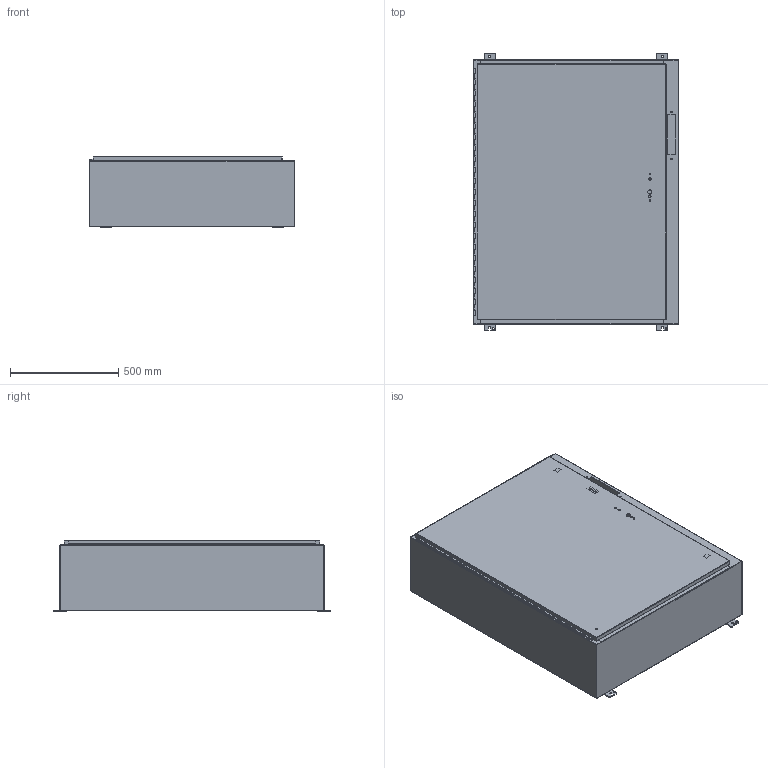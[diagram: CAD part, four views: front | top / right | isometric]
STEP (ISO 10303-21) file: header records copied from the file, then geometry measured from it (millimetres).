
FILE_DESCRIPTION(/* description */ ('ABN12 BACK AND SIDES (48X38X12)'),/* implementation_level */ '2;1');
FILE_NAME(/* name */ 'ABN12483812.stp',/* time_stamp */ '2014-06-13T15:57:02+05:00',/* author */ ('skumar2'),/* organization */ (''),/* preprocessor_version */ 'ST-DEVELOPER v15.2',/* originating_system */ 'Autodesk Inventor 2014',/* authorisation */ '');
FILE_SCHEMA (('AUTOMOTIVE_DESIGN { 1 0 10303 214 3 1 1 }'));
Length unit declared in the file: inch
Products named in the file (16): ABN12483812BLR; 3889; 34840; 328115T; 328115L; 328115P; 328115; ABN124837LID; 38811; 349129; 3881; ABN123812TOP; ABN123812BTM; 3099; HFW309112; ABN12483812
Bounding box: 949.33 x 1282.7 x 330.86 mm (x, y, z)
Volume: 7344158.6 mm3; surface area: 7842572.2 mm2
Topology: 27 solids, 27 shells, 859 faces, 2305 edges, 1518 vertices
Faces by surface type: plane 544, cylinder 269, cone 30, bspline 8, torus 8
Full cylindrical faces by diameter (mm): 3.048 x1, 3.962 x2, 4.826 x2, 6.35 x3, 7.137 x4, 7.95 x4, 8.382 x16, 8.56 x1, 10.312 x2, 11.125 x4, 15.875 x8, 19.05 x1
Entity records: 23577 total; most frequent: CARTESIAN_POINT 4301, ORIENTED_EDGE 3900, DIRECTION 3867, EDGE_CURVE 1950, LINE 1437, VECTOR 1437, VERTEX_POINT 1305, AXIS2_PLACEMENT_3D 1215
